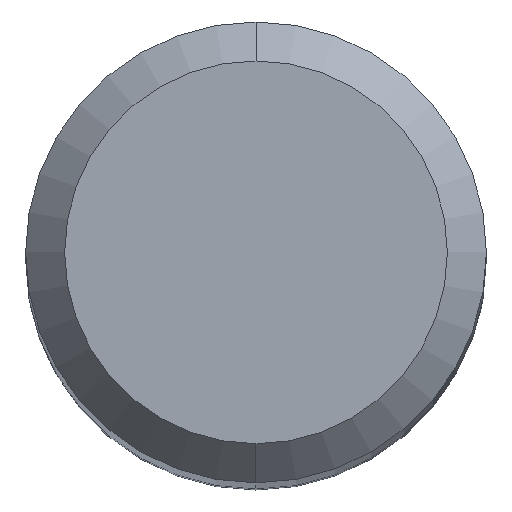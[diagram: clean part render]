
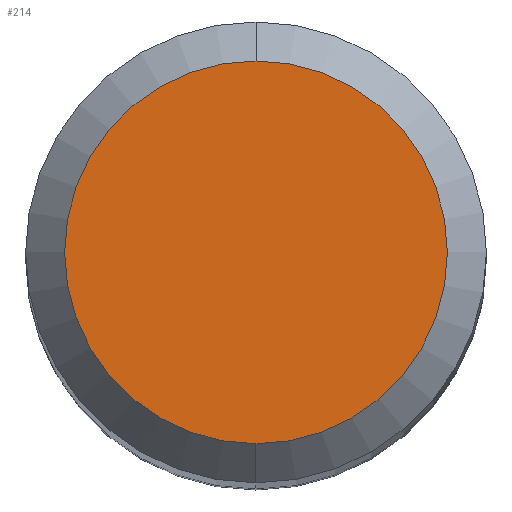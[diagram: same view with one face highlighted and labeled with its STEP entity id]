
A CAD part, top view. The second image highlights one B-rep face of the part: STEP entity #214.
In plain terms, the highlighted planar face has unit normal (0, 0, 1).
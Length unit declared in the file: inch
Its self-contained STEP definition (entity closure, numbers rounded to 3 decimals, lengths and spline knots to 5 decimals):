
#6 = EDGE_CURVE ( 'NONE', #373, #116, #262, .T. ) ;
#17 = EDGE_LOOP ( 'NONE', ( #159, #52 ) ) ;
#52 = ORIENTED_EDGE ( 'NONE', *, *, #320, .T. ) ;
#100 = CARTESIAN_POINT ( 'NONE',  ( 0., 0., 0. ) ) ;
#110 = AXIS2_PLACEMENT_3D ( 'NONE', #125, #406, #243 ) ;
#116 = VERTEX_POINT ( 'NONE', #165 ) ;
#125 = CARTESIAN_POINT ( 'NONE',  ( 0., 0., 0. ) ) ;
#159 = ORIENTED_EDGE ( 'NONE', *, *, #6, .T. ) ;
#165 = CARTESIAN_POINT ( 'NONE',  ( 0., -0.0981, 0. ) ) ;
#197 = AXIS2_PLACEMENT_3D ( 'NONE', #100, #408, #234 ) ;
#214 = ADVANCED_FACE ( 'NONE', ( #410 ), #321, .F. ) ;
#223 = DIRECTION ( 'NONE',  ( 0., 0., -1. ) ) ;
#234 = DIRECTION ( 'NONE',  ( 0., -1., 0. ) ) ;
#243 = DIRECTION ( 'NONE',  ( 0., -1., 0. ) ) ;
#262 = CIRCLE ( 'NONE', #110, 0.0981 ) ;
#283 = DIRECTION ( 'NONE',  ( 0., 1., 0. ) ) ;
#287 = CARTESIAN_POINT ( 'NONE',  ( 0., 0.0981, 0. ) ) ;
#320 = EDGE_CURVE ( 'NONE', #116, #373, #402, .T. ) ;
#321 = PLANE ( 'NONE',  #401 ) ;
#373 = VERTEX_POINT ( 'NONE', #287 ) ;
#380 = CARTESIAN_POINT ( 'NONE',  ( 0., 0.0981, 0. ) ) ;
#401 = AXIS2_PLACEMENT_3D ( 'NONE', #380, #223, #283 ) ;
#402 = CIRCLE ( 'NONE', #197, 0.0981 ) ;
#406 = DIRECTION ( 'NONE',  ( 0., 0., 1. ) ) ;
#408 = DIRECTION ( 'NONE',  ( 0., 0., 1. ) ) ;
#410 = FACE_OUTER_BOUND ( 'NONE', #17, .T. ) ;
